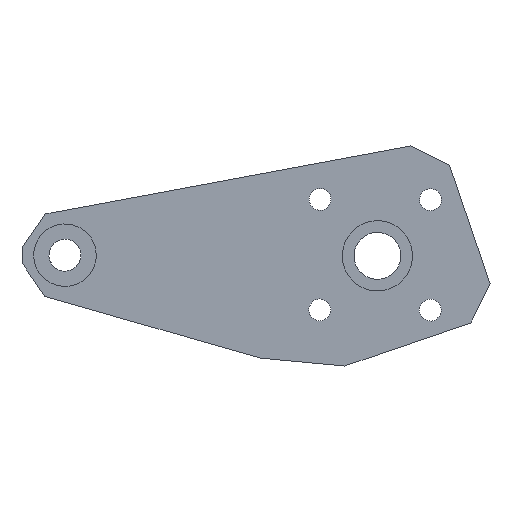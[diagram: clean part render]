
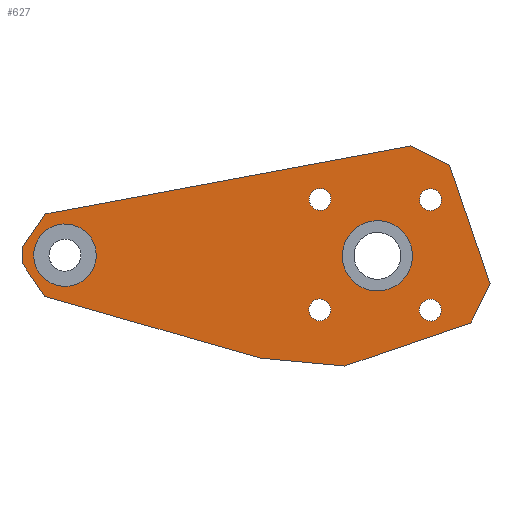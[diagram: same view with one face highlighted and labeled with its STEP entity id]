
A CAD part, front view. The second image highlights one B-rep face of the part: STEP entity #627.
In plain terms, the highlighted planar face has unit normal (0, -1, 0).
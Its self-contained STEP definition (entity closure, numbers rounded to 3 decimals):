
#34=FACE_BOUND('',#139,.T.);
#35=FACE_BOUND('',#140,.T.);
#36=FACE_BOUND('',#141,.T.);
#37=FACE_BOUND('',#142,.T.);
#38=FACE_BOUND('',#143,.T.);
#39=FACE_BOUND('',#144,.T.);
#53=CIRCLE('',#662,4.);
#56=CIRCLE('',#667,4.5);
#61=CIRCLE('',#685,1.4);
#63=CIRCLE('',#688,1.4);
#65=CIRCLE('',#692,1.4);
#67=CIRCLE('',#696,1.4);
#100=FACE_OUTER_BOUND('',#138,.T.);
#138=EDGE_LOOP('',(#531,#532,#533,#534,#535,#536,#537,#538,#539,#540));
#139=EDGE_LOOP('',(#541));
#140=EDGE_LOOP('',(#542));
#141=EDGE_LOOP('',(#543));
#142=EDGE_LOOP('',(#544));
#143=EDGE_LOOP('',(#545));
#144=EDGE_LOOP('',(#546));
#180=LINE('',#970,#239);
#184=LINE('',#977,#243);
#187=LINE('',#983,#246);
#190=LINE('',#989,#249);
#193=LINE('',#995,#252);
#196=LINE('',#1001,#255);
#199=LINE('',#1007,#258);
#202=LINE('',#1013,#261);
#205=LINE('',#1019,#264);
#211=LINE('',#1042,#270);
#239=VECTOR('',#793,2.);
#243=VECTOR('',#799,5.177);
#246=VECTOR('',#804,28.683);
#249=VECTOR('',#809,10.899);
#252=VECTOR('',#814,17.);
#255=VECTOR('',#819,5.657);
#258=VECTOR('',#824,16.);
#261=VECTOR('',#829,5.567);
#264=VECTOR('',#834,47.602);
#270=VECTOR('',#862,5.177);
#291=VERTEX_POINT('',#938);
#294=VERTEX_POINT('',#947);
#301=VERTEX_POINT('',#967);
#302=VERTEX_POINT('',#969);
#304=VERTEX_POINT('',#975);
#306=VERTEX_POINT('',#981);
#308=VERTEX_POINT('',#987);
#310=VERTEX_POINT('',#993);
#312=VERTEX_POINT('',#999);
#314=VERTEX_POINT('',#1005);
#316=VERTEX_POINT('',#1011);
#318=VERTEX_POINT('',#1017);
#319=VERTEX_POINT('',#1021);
#321=VERTEX_POINT('',#1027);
#323=VERTEX_POINT('',#1035);
#325=VERTEX_POINT('',#1044);
#354=EDGE_CURVE('',#291,#291,#53,.T.);
#358=EDGE_CURVE('',#294,#294,#56,.T.);
#367=EDGE_CURVE('',#301,#302,#180,.T.);
#371=EDGE_CURVE('',#301,#304,#184,.T.);
#374=EDGE_CURVE('',#306,#304,#187,.T.);
#377=EDGE_CURVE('',#308,#306,#190,.T.);
#380=EDGE_CURVE('',#308,#310,#193,.T.);
#383=EDGE_CURVE('',#312,#310,#196,.T.);
#386=EDGE_CURVE('',#314,#312,#199,.T.);
#389=EDGE_CURVE('',#314,#316,#202,.T.);
#392=EDGE_CURVE('',#316,#318,#205,.T.);
#393=EDGE_CURVE('',#319,#319,#61,.T.);
#396=EDGE_CURVE('',#321,#321,#63,.T.);
#400=EDGE_CURVE('',#323,#323,#65,.T.);
#404=EDGE_CURVE('',#302,#318,#211,.T.);
#405=EDGE_CURVE('',#325,#325,#67,.T.);
#531=ORIENTED_EDGE('',*,*,#367,.F.);
#532=ORIENTED_EDGE('',*,*,#371,.T.);
#533=ORIENTED_EDGE('',*,*,#374,.F.);
#534=ORIENTED_EDGE('',*,*,#377,.F.);
#535=ORIENTED_EDGE('',*,*,#380,.T.);
#536=ORIENTED_EDGE('',*,*,#383,.F.);
#537=ORIENTED_EDGE('',*,*,#386,.F.);
#538=ORIENTED_EDGE('',*,*,#389,.T.);
#539=ORIENTED_EDGE('',*,*,#392,.T.);
#540=ORIENTED_EDGE('',*,*,#404,.F.);
#541=ORIENTED_EDGE('',*,*,#354,.T.);
#542=ORIENTED_EDGE('',*,*,#358,.T.);
#543=ORIENTED_EDGE('',*,*,#400,.F.);
#544=ORIENTED_EDGE('',*,*,#396,.F.);
#545=ORIENTED_EDGE('',*,*,#393,.F.);
#546=ORIENTED_EDGE('',*,*,#405,.F.);
#594=PLANE('',#698);
#627=ADVANCED_FACE('',(#100,#34,#35,#36,#37,#38,#39),#594,.T.);
#662=AXIS2_PLACEMENT_3D('',#940,#760,#761);
#667=AXIS2_PLACEMENT_3D('',#949,#771,#772);
#685=AXIS2_PLACEMENT_3D('',#1022,#837,#838);
#688=AXIS2_PLACEMENT_3D('',#1028,#844,#845);
#692=AXIS2_PLACEMENT_3D('',#1036,#854,#855);
#696=AXIS2_PLACEMENT_3D('',#1045,#865,#866);
#698=AXIS2_PLACEMENT_3D('',#1049,#870,#871);
#760=DIRECTION('center_axis',(0.,1.,0.));
#761=DIRECTION('ref_axis',(0.446,0.,0.895));
#771=DIRECTION('center_axis',(0.,1.,0.));
#772=DIRECTION('ref_axis',(0.898,0.,-0.44));
#793=DIRECTION('',(0.002,0.,1.));
#799=DIRECTION('',(0.564,0.,-0.825));
#804=DIRECTION('',(-0.961,0.,0.276));
#809=DIRECTION('',(-0.996,0.,0.093));
#814=DIRECTION('',(0.946,0.,0.324));
#819=DIRECTION('',(-0.44,0.,-0.898));
#824=DIRECTION('',(0.324,0.,-0.946));
#829=DIRECTION('',(-0.898,0.,0.44));
#834=DIRECTION('',(-0.983,0.,-0.183));
#837=DIRECTION('center_axis',(0.,-1.,0.));
#838=DIRECTION('ref_axis',(-0.44,0.,-0.898));
#844=DIRECTION('center_axis',(0.,-1.,0.));
#845=DIRECTION('ref_axis',(-0.44,0.,-0.898));
#854=DIRECTION('center_axis',(0.,-1.,0.));
#855=DIRECTION('ref_axis',(-0.44,0.,-0.898));
#862=DIRECTION('',(0.568,0.,0.823));
#865=DIRECTION('center_axis',(0.,-1.,0.));
#866=DIRECTION('ref_axis',(-0.44,0.,-0.898));
#870=DIRECTION('center_axis',(0.,-1.,0.));
#871=DIRECTION('ref_axis',(0.898,0.,-0.44));
#938=CARTESIAN_POINT('',(-39.422,-4.,15.975));
#940=CARTESIAN_POINT('Origin',(-35.841,-4.,14.192));
#947=CARTESIAN_POINT('',(0.119,-4.,16.086));
#949=CARTESIAN_POINT('Origin',(4.159,-4.,14.105));
#967=CARTESIAN_POINT('',(-41.343,-4.,13.198));
#969=CARTESIAN_POINT('',(-41.339,-4.,15.198));
#970=CARTESIAN_POINT('',(-41.343,-4.,13.198));
#975=CARTESIAN_POINT('',(-38.421,-4.,8.925));
#977=CARTESIAN_POINT('',(-41.343,-4.,13.198));
#981=CARTESIAN_POINT('',(-10.852,-4.,1.009));
#983=CARTESIAN_POINT('',(-10.852,-4.,1.009));
#987=CARTESIAN_POINT('',(0.,-4.,0.));
#989=CARTESIAN_POINT('',(0.,-4.,0.));
#993=CARTESIAN_POINT('',(16.085,-4.,5.502));
#995=CARTESIAN_POINT('',(0.,-4.,0.));
#999=CARTESIAN_POINT('',(18.575,-4.,10.581));
#1001=CARTESIAN_POINT('',(18.575,-4.,10.581));
#1005=CARTESIAN_POINT('',(13.397,-4.,25.72));
#1007=CARTESIAN_POINT('',(13.397,-4.,25.72));
#1011=CARTESIAN_POINT('',(8.399,-4.,28.171));
#1013=CARTESIAN_POINT('',(13.397,-4.,25.72));
#1017=CARTESIAN_POINT('',(-38.399,-4.,19.46));
#1019=CARTESIAN_POINT('',(8.399,-4.,28.171));
#1021=CARTESIAN_POINT('',(12.219,-4.,20.684));
#1022=CARTESIAN_POINT('Origin',(10.962,-4.,21.3));
#1027=CARTESIAN_POINT('',(-1.923,-4.,20.713));
#1028=CARTESIAN_POINT('Origin',(-3.18,-4.,21.329));
#1035=CARTESIAN_POINT('',(12.19,-4.,6.542));
#1036=CARTESIAN_POINT('Origin',(10.933,-4.,7.158));
#1042=CARTESIAN_POINT('',(-41.339,-4.,15.198));
#1044=CARTESIAN_POINT('',(-1.952,-4.,6.571));
#1045=CARTESIAN_POINT('Origin',(-3.209,-4.,7.187));
#1049=CARTESIAN_POINT('Origin',(-166.3,-4.,362.147));
